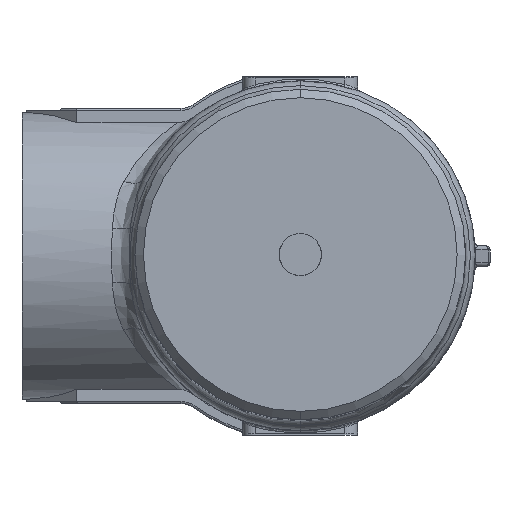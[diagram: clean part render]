
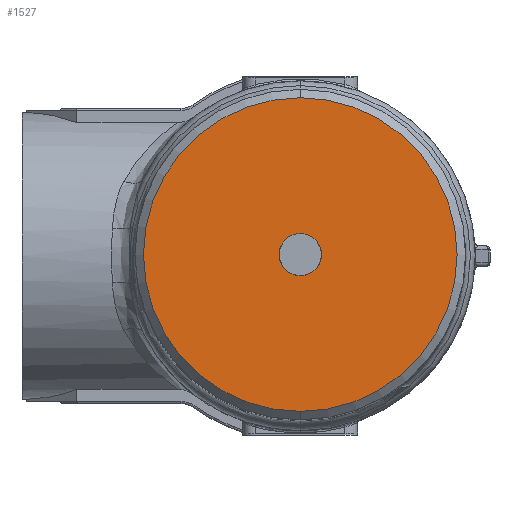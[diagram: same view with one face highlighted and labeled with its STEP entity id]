
A CAD part, top view. The second image highlights one B-rep face of the part: STEP entity #1527.
In plain terms, the highlighted planar face has unit normal (0, 0, 1).
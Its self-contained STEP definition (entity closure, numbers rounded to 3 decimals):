
#436=CARTESIAN_POINT('',(-0.,37.2,193.5));
#437=VERTEX_POINT('',#436);
#438=CARTESIAN_POINT('',(0.,-37.2,193.5));
#439=VERTEX_POINT('',#438);
#440=CARTESIAN_POINT('',(0.,0.,193.5));
#441=DIRECTION('',(0.,-0.,-1.));
#442=DIRECTION('',(0.,1.,-0.));
#443=AXIS2_PLACEMENT_3D('',#440,#441,#442);
#444=CIRCLE('',#443,37.2);
#445=EDGE_CURVE('NONE',#437,#439,#444,.T.);
#525=CARTESIAN_POINT('',(0.,-5.,193.5));
#526=VERTEX_POINT('',#525);
#533=CARTESIAN_POINT('',(-0.,5.,193.5));
#534=VERTEX_POINT('',#533);
#535=CARTESIAN_POINT('',(0.,0.,193.5));
#536=DIRECTION('',(0.,-0.,-1.));
#537=DIRECTION('',(0.,1.,-0.));
#538=AXIS2_PLACEMENT_3D('',#535,#536,#537);
#539=CIRCLE('',#538,5.);
#540=EDGE_CURVE('NONE',#534,#526,#539,.T.);
#1452=CARTESIAN_POINT('',(0.,0.,193.5));
#1453=DIRECTION('',(0.,-0.,-1.));
#1454=DIRECTION('',(0.,1.,-0.));
#1455=AXIS2_PLACEMENT_3D('',#1452,#1453,#1454);
#1456=CIRCLE('',#1455,5.);
#1457=EDGE_CURVE('NONE',#526,#534,#1456,.T.);
#1508=CARTESIAN_POINT('',(-37.2,0.,193.5));
#1509=DIRECTION('',(0.,-0.,-1.));
#1510=DIRECTION('',(0.,1.,-0.));
#1511=AXIS2_PLACEMENT_3D('',#1508,#1509,#1510);
#1512=PLANE('',#1511);
#1513=ORIENTED_EDGE('',*,*,#445,.F.);
#1514=CARTESIAN_POINT('',(0.,0.,193.5));
#1515=DIRECTION('',(0.,-0.,-1.));
#1516=DIRECTION('',(0.,1.,-0.));
#1517=AXIS2_PLACEMENT_3D('',#1514,#1515,#1516);
#1518=CIRCLE('',#1517,37.2);
#1519=EDGE_CURVE('NONE',#439,#437,#1518,.T.);
#1520=ORIENTED_EDGE('',*,*,#1519,.F.);
#1521=EDGE_LOOP('',(#1513,#1520));
#1522=FACE_BOUND('',#1521,.T.);
#1523=ORIENTED_EDGE('',*,*,#540,.T.);
#1524=ORIENTED_EDGE('',*,*,#1457,.T.);
#1525=EDGE_LOOP('',(#1523,#1524));
#1526=FACE_BOUND('',#1525,.T.);
#1527=ADVANCED_FACE('NONE',(#1522,#1526),#1512,.F.);
